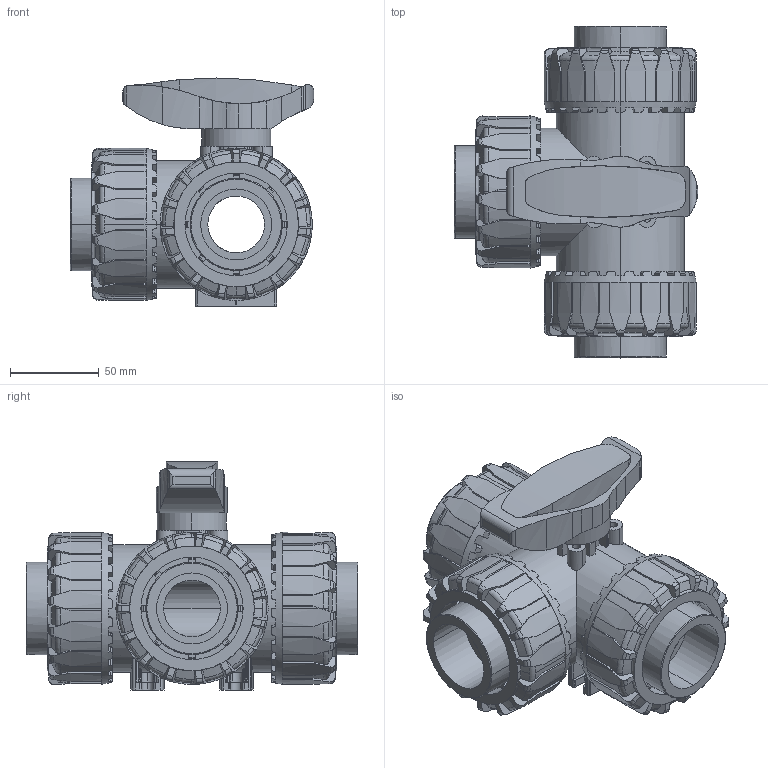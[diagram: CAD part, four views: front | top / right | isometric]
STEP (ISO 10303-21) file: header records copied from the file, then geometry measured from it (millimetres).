
FILE_DESCRIPTION(('STEP AP214'),'1');
FILE_NAME('tkdim040f.stp','2017-09-29T06:54:50',('TraceParts'),('TraceParts S.A.'),'Spatial InterOp 3D',' ',' ');
FILE_SCHEMA(('automotive_design'));
Length unit declared in the file: millimetre
Products named in the file (8): tkdim040f_1; tkdim040f_2; tkdim040f_3; tkdim040f_4; tkdim040f_5; tkdim040f_6; tkdim040f_7; tkdim040f_8
Bounding box: 137.21 x 187.01 x 128.52 mm (x, y, z)
Volume: 977174.9 mm3; surface area: 195027.9 mm2
Topology: 8 solids, 8 shells, 1435 faces, 4177 edges, 2771 vertices
Faces by surface type: plane 779, cylinder 545, torus 57, cone 54
Entity records: 61618 total; most frequent: CARTESIAN_POINT 11338, DIRECTION 8401, ORIENTED_EDGE 8354, EDGE_CURVE 4177, AXIS2_PLACEMENT_3D 3303, VERTEX_POINT 2771, LINE 1795, VECTOR 1795
